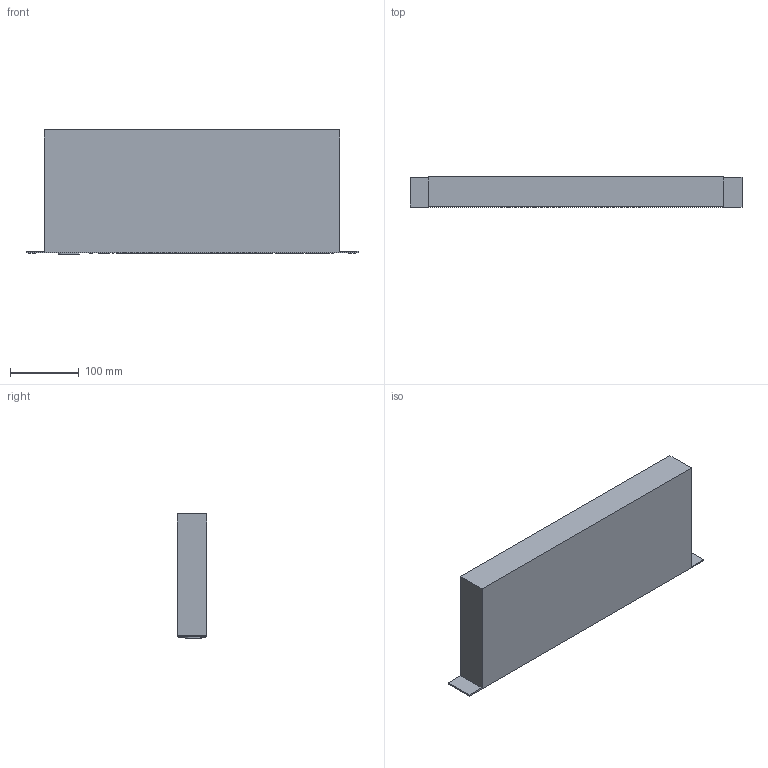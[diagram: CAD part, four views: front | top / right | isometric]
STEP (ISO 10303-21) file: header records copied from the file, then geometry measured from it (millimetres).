
FILE_DESCRIPTION (( 'STEP AP203' ), '1' );
FILE_NAME ('MES2428PAC.STEP', '2022-10-03T03:00:49', ( '' ), ( '' ), 'SwSTEP 2.0', 'SolidWorks 2021', '' );
FILE_SCHEMA (( 'CONFIG_CONTROL_DESIGN' ));
Length unit declared in the file: millimetre
Products named in the file (1): MES2428PAC
Bounding box: 482.6 x 43.6 x 180.3 mm (x, y, z)
Volume: 3350993.6 mm3; surface area: 214154.5 mm2
Topology: 1 solids, 1 shells, 559 faces, 1494 edges, 996 vertices
Faces by surface type: plane 499, cylinder 60
Entity records: 17245 total; most frequent: CARTESIAN_POINT 3050, ORIENTED_EDGE 2988, DIRECTION 2734, EDGE_CURVE 1494, VECTOR 1374, LINE 1374, VERTEX_POINT 996, AXIS2_PLACEMENT_3D 680
